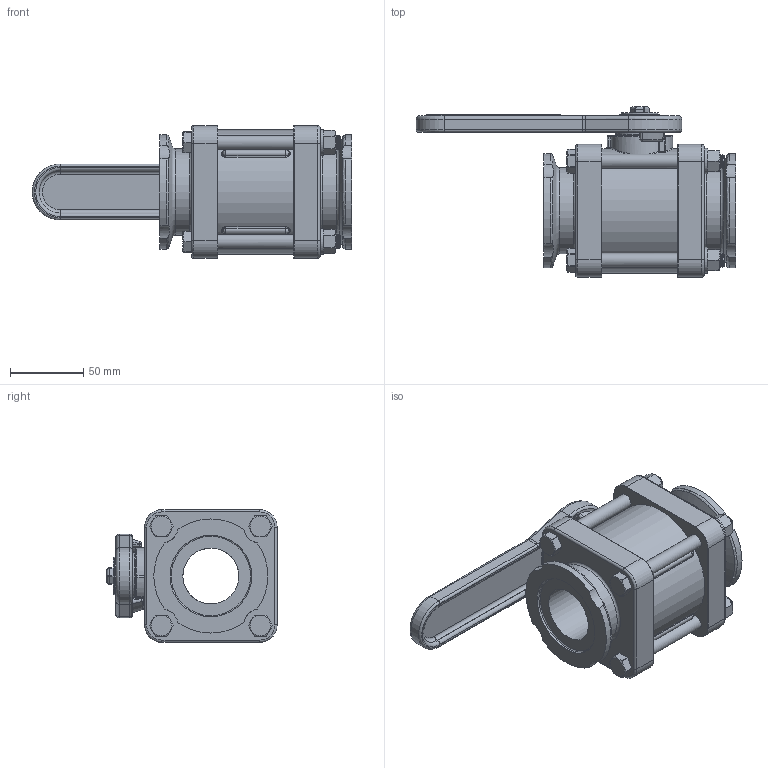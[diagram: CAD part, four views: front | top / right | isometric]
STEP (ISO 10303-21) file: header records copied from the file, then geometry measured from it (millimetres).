
FILE_DESCRIPTION(/* description */ ('2" x 2" CLAMP VALVE'),/* implementation_level */ '2;1');
FILE_NAME(/* name */ 'MV200CF.stp',/* time_stamp */ '2023-04-18T15:15:03-04:00',/* author */ ('MJC'),/* organization */ (''),/* preprocessor_version */ 'ST-DEVELOPER v18.1',/* originating_system */ 'Autodesk Inventor 2022',/* authorisation */ '');
FILE_SCHEMA (('AUTOMOTIVE_DESIGN { 1 0 10303 214 3 1 1 }'));
Length unit declared in the file: inch
Products named in the file (20): MV200CF; V20254; V20255A; V20255AM; V20255AX; V20153; V20020; V20021; V20258A; V20018; V20019; V20017; V20163; V20264; V20159; V20151M; V20151; V20294; V20294X; V20060
Assembly tree (31 placements, depth 4):
  MV200CF
    V20254
    V20255A
      V20255AM
        V20255AX
    V20153
    V20020
    V20021
    V20258A  x2
    V20018  x4
    V20019  x4
    V20017  x4
    V20163
    V20264  x2
    V20159
    V20151M
      V20151
    V20294  x2
      V20294X
    V20060
Bounding box: 217.81 x 116.1 x 90.42 mm (x, y, z)
Volume: 640809.9 mm3; surface area: 183720.6 mm2
Topology: 28 solids, 28 shells, 1734 faces, 4222 edges, 2632 vertices
Faces by surface type: plane 638, cylinder 510, cone 326, bspline 143, torus 105, sphere 12
Full cylindrical faces by diameter (mm): 2.261 x1, 3.277 x1, 4.978 x1, 7.144 x1, 8.236 x60, 8.915 x4, 9.525 x64, 10.312 x8, 19.05 x1, 19.075 x1, 19.304 x1, 23.495 x2, 23.812 x1, 24.13 x1, 25.4 x1, 31.75 x1, 31.877 x1, 32.512 x1, 38.1 x5, 39.776 x2, 41.046 x2, 44.856 x2, 50.8 x2, 50.902 x2, 55.626 x2, 57.658 x2, 58.674 x2, 60.96 x2, 79.502 x2, 81.026 x2
Entity records: 39501 total; most frequent: CARTESIAN_POINT 11144, ORIENTED_EDGE 5824, DIRECTION 5515, EDGE_CURVE 2912, AXIS2_PLACEMENT_3D 1914, VERTEX_POINT 1824, LINE 1687, VECTOR 1687
